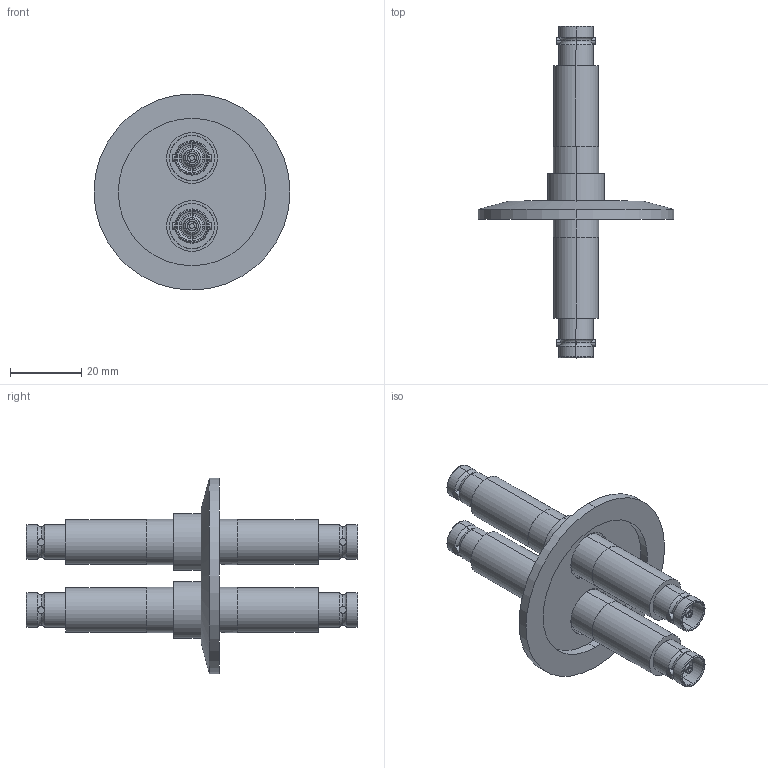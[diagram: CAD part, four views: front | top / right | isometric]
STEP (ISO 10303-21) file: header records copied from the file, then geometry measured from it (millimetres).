
FILE_DESCRIPTION (( 'STEP AP203' ), '1' );
FILE_NAME ('A0478-10-QF.STEP', '2011-10-25T14:31:42', ( '' ), ( '' ), 'SwSTEP 2.0', 'SolidWorks 2011', '' );
FILE_SCHEMA (( 'CONFIG_CONTROL_DESIGN' ));
Length unit declared in the file: inch
Products named in the file (1): A0478-10-QF
Bounding box: 54.86 x 92.9 x 54.86 mm (x, y, z)
Volume: 19137.7 mm3; surface area: 24940.8 mm2
Topology: 1 solids, 1 shells, 553 faces, 1360 edges, 842 vertices
Faces by surface type: cylinder 246, plane 171, cone 66, torus 64, sphere 6
Entity records: 17897 total; most frequent: CARTESIAN_POINT 4268, DIRECTION 3144, ORIENTED_EDGE 2688, EDGE_CURVE 1344, AXIS2_PLACEMENT_3D 1310, VERTEX_POINT 834, CIRCLE 756, EDGE_LOOP 626
